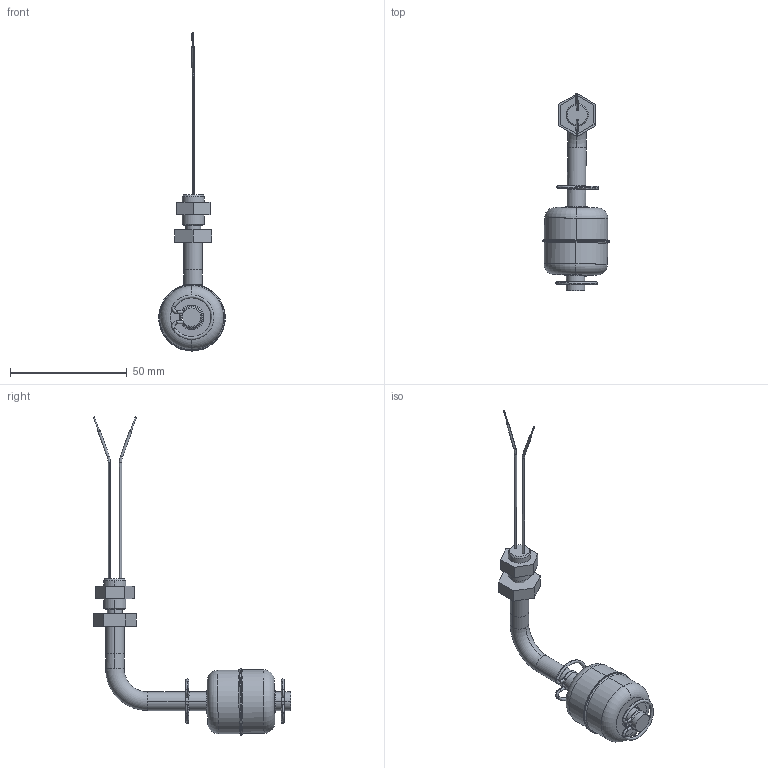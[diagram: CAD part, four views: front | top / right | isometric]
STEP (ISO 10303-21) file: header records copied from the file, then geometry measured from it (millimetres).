
FILE_DESCRIPTION (( 'STEP AP214' ), '1' );
FILE_NAME ('FLS-BM-300.STEP', '2014-01-31T18:32:10', ( '' ), ( '' ), 'SwSTEP 2.0', 'SolidWorks 2013', '' );
FILE_SCHEMA (( 'AUTOMOTIVE_DESIGN' ));
Length unit declared in the file: inch
Products named in the file (1): FLS-BM-300
Bounding box: 28.53 x 84.43 x 136.12 mm (x, y, z)
Volume: 8919.1 mm3; surface area: 11969.8 mm2
Topology: 9 solids, 9 shells, 176 faces, 364 edges, 222 vertices
Faces by surface type: cylinder 52, plane 50, bspline 40, torus 30, cone 4
Entity records: 5350 total; most frequent: CARTESIAN_POINT 1463, DIRECTION 858, ORIENTED_EDGE 728, AXIS2_PLACEMENT_3D 377, EDGE_CURVE 364, CIRCLE 240, VERTEX_POINT 222, EDGE_LOOP 196
